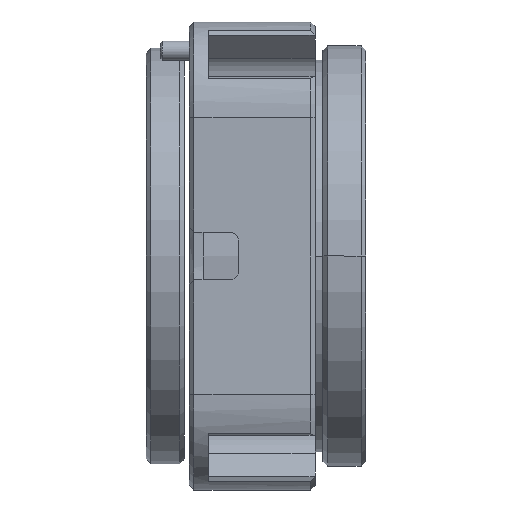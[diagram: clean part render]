
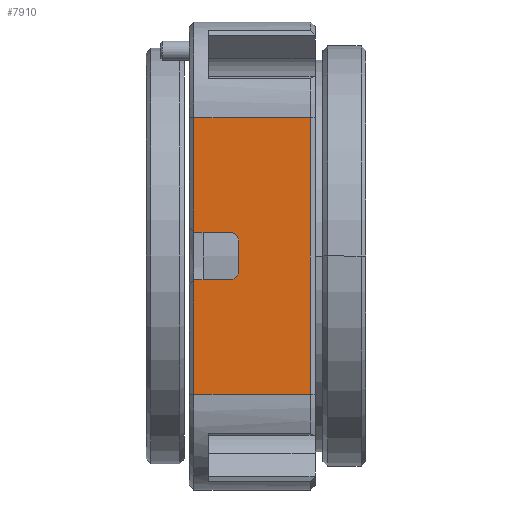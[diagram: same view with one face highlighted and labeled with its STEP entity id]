
A CAD part, left-side view. The second image highlights one B-rep face of the part: STEP entity #7910.
In plain terms, the highlighted planar face has unit normal (-1, 0, 0).
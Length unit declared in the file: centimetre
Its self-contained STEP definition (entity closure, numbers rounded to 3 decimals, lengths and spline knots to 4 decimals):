
#334 = EDGE_CURVE ( 'NONE', #6680, #6678, #4583, .T. ) ;
#335 = EDGE_CURVE ( 'NONE', #6682, #6681, #4586, .T. ) ;
#384 = EDGE_CURVE ( 'NONE', #6799, #6677, #4739, .T. ) ;
#451 = EDGE_CURVE ( 'NONE', #6683, #6681, #2810, .T. ) ;
#453 = EDGE_CURVE ( 'NONE', #6682, #6678, #2811, .T. ) ;
#620 = VECTOR ( 'NONE', #5472, 100. ) ;
#662 = VECTOR ( 'NONE', #5457, 100. ) ;
#920 = VECTOR ( 'NONE', #3163, 100. ) ;
#926 = VECTOR ( 'NONE', #3172, 100. ) ;
#927 = VECTOR ( 'NONE', #3169, 100. ) ;
#1792 = EDGE_LOOP ( 'NONE', ( #2272, #2273, #2274, #2271, #2275, #2276, #2278, #2279, #2277, #2280 ) ) ;
#2271 = ORIENTED_EDGE ( 'NONE', *, *, #453, .T. ) ;
#2272 = ORIENTED_EDGE ( 'NONE', *, *, #2653, .F. ) ;
#2273 = ORIENTED_EDGE ( 'NONE', *, *, #451, .T. ) ;
#2274 = ORIENTED_EDGE ( 'NONE', *, *, #335, .F. ) ;
#2275 = ORIENTED_EDGE ( 'NONE', *, *, #334, .F. ) ;
#2276 = ORIENTED_EDGE ( 'NONE', *, *, #2654, .T. ) ;
#2277 = ORIENTED_EDGE ( 'NONE', *, *, #384, .T. ) ;
#2278 = ORIENTED_EDGE ( 'NONE', *, *, #7699, .T. ) ;
#2279 = ORIENTED_EDGE ( 'NONE', *, *, #7704, .T. ) ;
#2280 = ORIENTED_EDGE ( 'NONE', *, *, #2651, .T. ) ;
#2651 = EDGE_CURVE ( 'NONE', #6677, #6714, #3161, .T. ) ;
#2653 = EDGE_CURVE ( 'NONE', #6683, #6714, #3167, .T. ) ;
#2654 = EDGE_CURVE ( 'NONE', #6680, #7226, #3170, .T. ) ;
#2810 = CIRCLE ( 'NONE', #7492, 0.1 ) ;
#2811 = CIRCLE ( 'NONE', #7502, 0.1 ) ;
#3161 = LINE ( 'NONE', #3162, #920 ) ;
#3162 = CARTESIAN_POINT ( 'NONE',  ( -2.6405, 1.0107, -1.45 ) ) ;
#3163 = DIRECTION ( 'NONE',  ( 0., 0., -1. ) ) ;
#3167 = LINE ( 'NONE', #3168, #927 ) ;
#3168 = CARTESIAN_POINT ( 'NONE',  ( -2.6405, 1.5807, 0.25 ) ) ;
#3169 = DIRECTION ( 'NONE',  ( 0., 1., 0. ) ) ;
#3170 = LINE ( 'NONE', #3171, #926 ) ;
#3171 = CARTESIAN_POINT ( 'NONE',  ( -2.6405, 1.0107, -1.45 ) ) ;
#3172 = DIRECTION ( 'NONE',  ( 0., 0., -1. ) ) ;
#3396 = CARTESIAN_POINT ( 'NONE',  ( -2.6405, 1.0107, 1.45 ) ) ;
#3397 = CARTESIAN_POINT ( 'NONE',  ( -2.6405, 0.6407, -0.25 ) ) ;
#3399 = CARTESIAN_POINT ( 'NONE',  ( -2.6405, 1.0107, -0.25 ) ) ;
#3400 = CARTESIAN_POINT ( 'NONE',  ( -2.6405, 0.5407, 0.15 ) ) ;
#3401 = CARTESIAN_POINT ( 'NONE',  ( -2.6405, 0.5407, -0.15 ) ) ;
#3402 = CARTESIAN_POINT ( 'NONE',  ( -2.6405, 0.6407, 0.25 ) ) ;
#3433 = CARTESIAN_POINT ( 'NONE',  ( -2.6405, 1.0107, 0.25 ) ) ;
#3502 = CARTESIAN_POINT ( 'NONE',  ( -2.6405, -0.2093, 1.45 ) ) ;
#3516 = CARTESIAN_POINT ( 'NONE',  ( -2.6405, -0.2093, -1.45 ) ) ;
#3766 = CARTESIAN_POINT ( 'NONE',  ( -2.6405, 1.0107, -1.45 ) ) ;
#4583 = LINE ( 'NONE', #4584, #8015 ) ;
#4584 = CARTESIAN_POINT ( 'NONE',  ( -2.6405, 1.5807, -0.25 ) ) ;
#4585 = DIRECTION ( 'NONE',  ( 0., -1., 0. ) ) ;
#4586 = LINE ( 'NONE', #4587, #8016 ) ;
#4587 = CARTESIAN_POINT ( 'NONE',  ( -2.6405, 0.5407, 0.25 ) ) ;
#4588 = DIRECTION ( 'NONE',  ( 0., 0., 1. ) ) ;
#4739 = LINE ( 'NONE', #4740, #7348 ) ;
#4740 = CARTESIAN_POINT ( 'NONE',  ( -2.6405, -7.1889, 1.45 ) ) ;
#4741 = DIRECTION ( 'NONE',  ( 0., 1., 0. ) ) ;
#4927 = CARTESIAN_POINT ( 'NONE',  ( -2.6405, 0.6407, 0.15 ) ) ;
#4955 = DIRECTION ( 'NONE',  ( 1., 0., 0. ) ) ;
#4956 = DIRECTION ( 'NONE',  ( 0., 0., 1. ) ) ;
#4957 = CARTESIAN_POINT ( 'NONE',  ( -2.6405, 0.6407, -0.15 ) ) ;
#4961 = DIRECTION ( 'NONE',  ( 1., 0., 0. ) ) ;
#4962 = DIRECTION ( 'NONE',  ( 0., 0., 1. ) ) ;
#5455 = LINE ( 'NONE', #5456, #662 ) ;
#5456 = CARTESIAN_POINT ( 'NONE',  ( -2.6405, -7.1889, -1.45 ) ) ;
#5457 = DIRECTION ( 'NONE',  ( 0., -1., 0. ) ) ;
#5470 = LINE ( 'NONE', #5471, #620 ) ;
#5471 = CARTESIAN_POINT ( 'NONE',  ( -2.6405, -0.2093, 1.45 ) ) ;
#5472 = DIRECTION ( 'NONE',  ( 0., 0., 1. ) ) ;
#6094 = PLANE ( 'NONE',  #6473 ) ;
#6095 = CARTESIAN_POINT ( 'NONE',  ( -2.6405, -7.1889, -2.45 ) ) ;
#6096 = DIRECTION ( 'NONE',  ( -1., 0., 0. ) ) ;
#6097 = DIRECTION ( 'NONE',  ( 0., 0., 1. ) ) ;
#6472 = FACE_OUTER_BOUND ( 'NONE', #1792, .T. ) ;
#6473 = AXIS2_PLACEMENT_3D ( 'NONE', #6095, #6096, #6097 ) ;
#6677 = VERTEX_POINT ( 'NONE', #3396 ) ;
#6678 = VERTEX_POINT ( 'NONE', #3397 ) ;
#6680 = VERTEX_POINT ( 'NONE', #3399 ) ;
#6681 = VERTEX_POINT ( 'NONE', #3400 ) ;
#6682 = VERTEX_POINT ( 'NONE', #3401 ) ;
#6683 = VERTEX_POINT ( 'NONE', #3402 ) ;
#6714 = VERTEX_POINT ( 'NONE', #3433 ) ;
#6799 = VERTEX_POINT ( 'NONE', #3502 ) ;
#6813 = VERTEX_POINT ( 'NONE', #3516 ) ;
#7226 = VERTEX_POINT ( 'NONE', #3766 ) ;
#7348 = VECTOR ( 'NONE', #4741, 100. ) ;
#7492 = AXIS2_PLACEMENT_3D ( 'NONE', #4927, #4955, #4956 ) ;
#7502 = AXIS2_PLACEMENT_3D ( 'NONE', #4957, #4961, #4962 ) ;
#7699 = EDGE_CURVE ( 'NONE', #7226, #6813, #5455, .T. ) ;
#7704 = EDGE_CURVE ( 'NONE', #6813, #6799, #5470, .T. ) ;
#7910 = ADVANCED_FACE ( 'NONE', ( #6472 ), #6094, .T. ) ;
#8015 = VECTOR ( 'NONE', #4585, 100. ) ;
#8016 = VECTOR ( 'NONE', #4588, 100. ) ;
